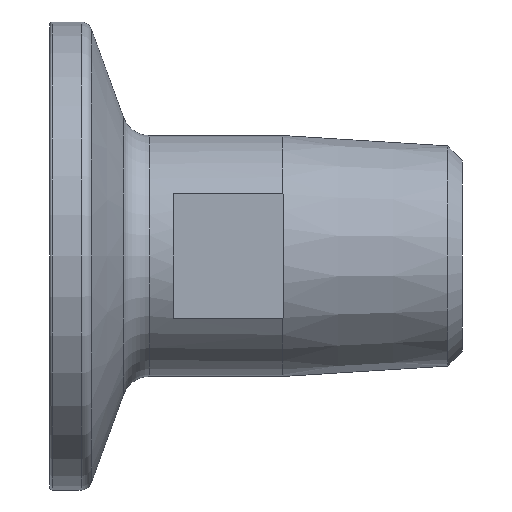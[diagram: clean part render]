
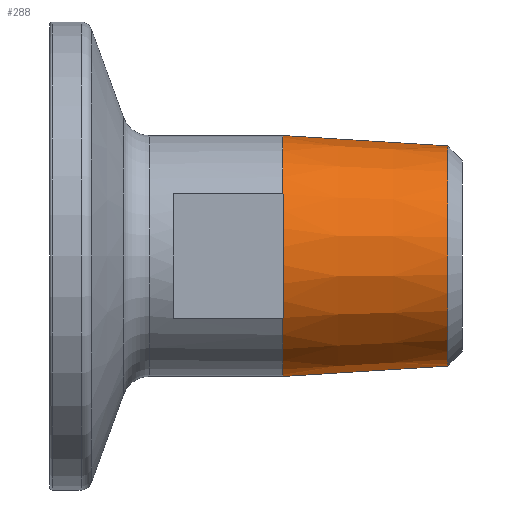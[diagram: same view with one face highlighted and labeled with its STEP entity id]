
A CAD part, front view. The second image highlights one B-rep face of the part: STEP entity #288.
In plain terms, the highlighted conical face has half-angle 3.576 degrees and reference radius 7.933 mm.
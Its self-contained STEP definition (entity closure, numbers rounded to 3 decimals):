
#25 = CARTESIAN_POINT ( 'NONE',  ( 16.953, -7.5, 4.504 ) ) ;
#43 = CARTESIAN_POINT ( 'NONE',  ( 16.929, -7.5, 4.507 ) ) ;
#87 = ORIENTED_EDGE ( 'NONE', *, *, #758, .F. ) ;
#88 = CARTESIAN_POINT ( 'NONE',  ( 16.929, 0., 8.75 ) ) ;
#99 = VECTOR ( 'NONE', #810, 1000. ) ;
#112 = DIRECTION ( 'NONE',  ( 1., 0., 0. ) ) ;
#126 = LINE ( 'NONE', #465, #99 ) ;
#128 = EDGE_CURVE ( 'NONE', #278, #148, #253, .T. ) ;
#148 = VERTEX_POINT ( 'NONE', #88 ) ;
#153 = CARTESIAN_POINT ( 'NONE',  ( 17., -7.5, -4.498 ) ) ;
#161 = ORIENTED_EDGE ( 'NONE', *, *, #202, .F. ) ;
#182 = CARTESIAN_POINT ( 'NONE',  ( 16.929, -7.5, -4.507 ) ) ;
#185 = DIRECTION ( 'NONE',  ( -0.998, 0., 0.062 ) ) ;
#202 = EDGE_CURVE ( 'NONE', #1077, #1099, #533, .T. ) ;
#222 = CARTESIAN_POINT ( 'NONE',  ( 17., -7.5, 4.498 ) ) ;
#224 = CONICAL_SURFACE ( 'NONE', #517, 7.933, 0.062 ) ;
#240 = DIRECTION ( 'NONE',  ( 0., 1., 0. ) ) ;
#253 = LINE ( 'NONE', #1107, #691 ) ;
#263 = DIRECTION ( 'NONE',  ( 0., 0., 1. ) ) ;
#265 = B_SPLINE_CURVE_WITH_KNOTS ( 'NONE', 3,
 ( #680, #1114, #430, #774 ),
 .UNSPECIFIED., .F., .F.,
 ( 4, 4 ),
 ( 0.016, 0.016 ),
 .UNSPECIFIED. ) ;
#278 = VERTEX_POINT ( 'NONE', #801 ) ;
#279 = CARTESIAN_POINT ( 'NONE',  ( 16.929, 0., 0. ) ) ;
#286 = DIRECTION ( 'NONE',  ( 0., 0., 1. ) ) ;
#288 = ADVANCED_FACE ( 'NONE', ( #369 ), #224, .T. ) ;
#296 = ORIENTED_EDGE ( 'NONE', *, *, #128, .T. ) ;
#307 = CIRCLE ( 'NONE', #375, 8.746 ) ;
#317 = VERTEX_POINT ( 'NONE', #987 ) ;
#322 = CARTESIAN_POINT ( 'NONE',  ( 16.929, -7.5, 4.507 ) ) ;
#346 = ORIENTED_EDGE ( 'NONE', *, *, #657, .T. ) ;
#369 = FACE_OUTER_BOUND ( 'NONE', #381, .T. ) ;
#375 = AXIS2_PLACEMENT_3D ( 'NONE', #965, #112, #240 ) ;
#381 = EDGE_LOOP ( 'NONE', ( #552, #1060, #296, #87, #391, #839, #346, #161 ) ) ;
#391 = ORIENTED_EDGE ( 'NONE', *, *, #431, .T. ) ;
#399 = AXIS2_PLACEMENT_3D ( 'NONE', #414, #1103, #1100 ) ;
#414 = CARTESIAN_POINT ( 'NONE',  ( 28.933, 0., 0. ) ) ;
#427 = EDGE_CURVE ( 'NONE', #317, #1077, #126, .T. ) ;
#430 = CARTESIAN_POINT ( 'NONE',  ( 16.953, -7.5, -4.504 ) ) ;
#431 = EDGE_CURVE ( 'NONE', #557, #939, #874, .T. ) ;
#434 = CARTESIAN_POINT ( 'NONE',  ( 16.929, 0., 0. ) ) ;
#435 = CIRCLE ( 'NONE', #760, 8.75 ) ;
#465 = CARTESIAN_POINT ( 'NONE',  ( 30., 0., -7.933 ) ) ;
#479 = CARTESIAN_POINT ( 'NONE',  ( 16.929, 0., -8.75 ) ) ;
#487 = EDGE_CURVE ( 'NONE', #317, #278, #792, .T. ) ;
#511 = DIRECTION ( 'NONE',  ( -1., 0., 0. ) ) ;
#517 = AXIS2_PLACEMENT_3D ( 'NONE', #1061, #977, #286 ) ;
#533 = CIRCLE ( 'NONE', #1108, 8.75 ) ;
#552 = ORIENTED_EDGE ( 'NONE', *, *, #427, .F. ) ;
#557 = VERTEX_POINT ( 'NONE', #322 ) ;
#657 = EDGE_CURVE ( 'NONE', #891, #1099, #265, .T. ) ;
#680 = CARTESIAN_POINT ( 'NONE',  ( 17., -7.5, -4.498 ) ) ;
#691 = VECTOR ( 'NONE', #185, 1000. ) ;
#758 = EDGE_CURVE ( 'NONE', #557, #148, #435, .T. ) ;
#760 = AXIS2_PLACEMENT_3D ( 'NONE', #434, #511, #263 ) ;
#774 = CARTESIAN_POINT ( 'NONE',  ( 16.929, -7.5, -4.507 ) ) ;
#790 = CARTESIAN_POINT ( 'NONE',  ( 17., -7.5, 4.498 ) ) ;
#792 = CIRCLE ( 'NONE', #399, 8. ) ;
#795 = DIRECTION ( 'NONE',  ( 0., 0., 1. ) ) ;
#801 = CARTESIAN_POINT ( 'NONE',  ( 28.933, 0., 8. ) ) ;
#810 = DIRECTION ( 'NONE',  ( -0.998, 0., -0.062 ) ) ;
#839 = ORIENTED_EDGE ( 'NONE', *, *, #886, .T. ) ;
#874 = B_SPLINE_CURVE_WITH_KNOTS ( 'NONE', 3,
 ( #43, #25, #1074, #790 ),
 .UNSPECIFIED., .F., .F.,
 ( 4, 4 ),
 ( 0.017, 0.017 ),
 .UNSPECIFIED. ) ;
#886 = EDGE_CURVE ( 'NONE', #939, #891, #307, .T. ) ;
#891 = VERTEX_POINT ( 'NONE', #153 ) ;
#939 = VERTEX_POINT ( 'NONE', #222 ) ;
#965 = CARTESIAN_POINT ( 'NONE',  ( 17., 0., 0. ) ) ;
#968 = DIRECTION ( 'NONE',  ( -1., 0., 0. ) ) ;
#977 = DIRECTION ( 'NONE',  ( -1., 0., 0. ) ) ;
#987 = CARTESIAN_POINT ( 'NONE',  ( 28.933, 0., -8. ) ) ;
#1060 = ORIENTED_EDGE ( 'NONE', *, *, #487, .T. ) ;
#1061 = CARTESIAN_POINT ( 'NONE',  ( 30., 0., 0. ) ) ;
#1074 = CARTESIAN_POINT ( 'NONE',  ( 16.976, -7.5, 4.501 ) ) ;
#1077 = VERTEX_POINT ( 'NONE', #479 ) ;
#1099 = VERTEX_POINT ( 'NONE', #182 ) ;
#1100 = DIRECTION ( 'NONE',  ( 0., 0., -1. ) ) ;
#1103 = DIRECTION ( 'NONE',  ( -1., 0., 0. ) ) ;
#1107 = CARTESIAN_POINT ( 'NONE',  ( 30., 0., 7.933 ) ) ;
#1108 = AXIS2_PLACEMENT_3D ( 'NONE', #279, #968, #795 ) ;
#1114 = CARTESIAN_POINT ( 'NONE',  ( 16.976, -7.5, -4.501 ) ) ;
